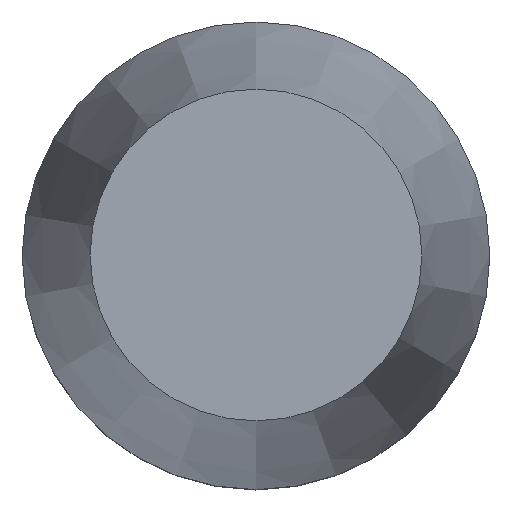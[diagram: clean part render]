
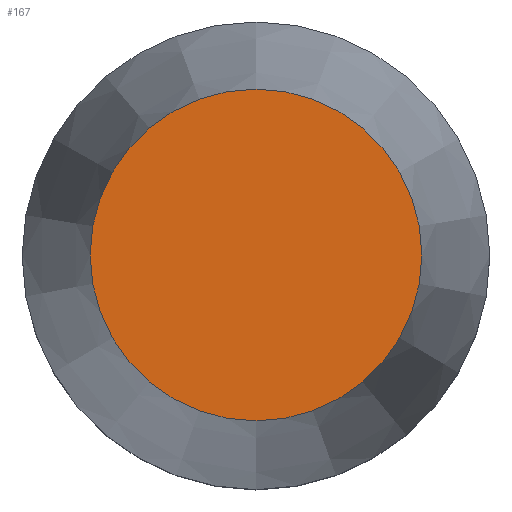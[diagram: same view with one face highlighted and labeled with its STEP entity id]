
A CAD part, top view. The second image highlights one B-rep face of the part: STEP entity #167.
In plain terms, the highlighted planar face has unit normal (0, 0, 1).
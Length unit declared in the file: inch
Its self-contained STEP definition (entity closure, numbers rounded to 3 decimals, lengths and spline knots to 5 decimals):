
#18=PLANE('',#197);
#29=FACE_OUTER_BOUND('',#41,.T.);
#41=EDGE_LOOP('',(#121));
#71=CIRCLE('',#198,0.15357);
#83=VERTEX_POINT('',#286);
#97=EDGE_CURVE('',#83,#83,#71,.T.);
#121=ORIENTED_EDGE('',*,*,#97,.F.);
#167=ADVANCED_FACE('',(#29),#18,.T.);
#197=AXIS2_PLACEMENT_3D('',#285,#232,#233);
#198=AXIS2_PLACEMENT_3D('',#287,#234,#235);
#232=DIRECTION('center_axis',(0.,0.,1.));
#233=DIRECTION('ref_axis',(1.,0.,0.));
#234=DIRECTION('center_axis',(0.,0.,-1.));
#235=DIRECTION('ref_axis',(1.,0.,0.));
#285=CARTESIAN_POINT('Origin',(0.,0.15357,0.715));
#286=CARTESIAN_POINT('',(0.,-0.15357,0.715));
#287=CARTESIAN_POINT('Origin',(0.,0.,0.715));
